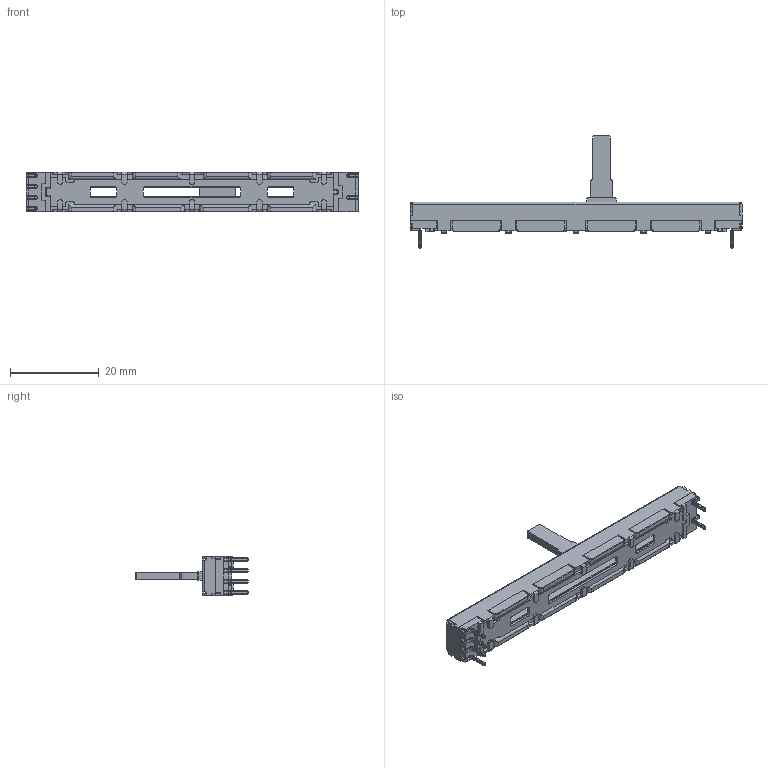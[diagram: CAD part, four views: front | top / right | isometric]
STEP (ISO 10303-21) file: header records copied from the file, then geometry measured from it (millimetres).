
FILE_DESCRIPTION((''),'2;1');
FILE_NAME('POTENTIO_ASSEM_ASM','2019-10-17T',('rlaxo'),(''),'CREO PARAMETRIC BY PTC INC, 2014190','CREO PARAMETRIC BY PTC INC, 2014190','');
FILE_SCHEMA(('CONFIG_CONTROL_DESIGN'));
Length unit declared in the file: millimetre
Products named in the file (6): SLIDE_POTENTIOMETER_BODY; SLIDE_POTENTIOMETER_COVER; SLIDE_POTENTIOMETER_BAR; SLIDE_POTENTIOMETER_PLATE; SLIDE_POTENTIOMETER_PIN; POTENTIO_ASSEM_ASM
Assembly tree (10 placements, depth 2):
  POTENTIO_ASSEM_ASM
    SLIDE_POTENTIOMETER_BODY
    SLIDE_POTENTIOMETER_COVER
    SLIDE_POTENTIOMETER_BAR
    SLIDE_POTENTIOMETER_PLATE
    SLIDE_POTENTIOMETER_PIN  x6
Bounding box: 75 x 25.45 x 9 mm (x, y, z)
Volume: 1971.4 mm3; surface area: 6396.9 mm2
Topology: 10 solids, 10 shells, 799 faces, 2012 edges, 1228 vertices
Faces by surface type: plane 507, cylinder 196, cone 72, torus 16, bspline 8
Entity records: 18123 total; most frequent: CARTESIAN_POINT 3425, ORIENTED_EDGE 3048, DIRECTION 3018, EDGE_CURVE 1524, VECTOR 1176, LINE 1176, VERTEX_POINT 948, AXIS2_PLACEMENT_3D 921
